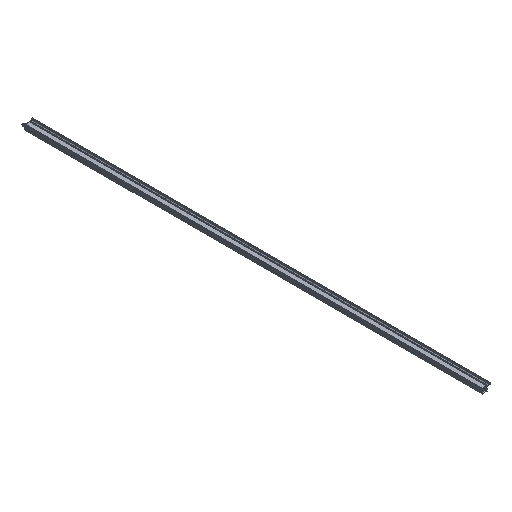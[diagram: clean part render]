
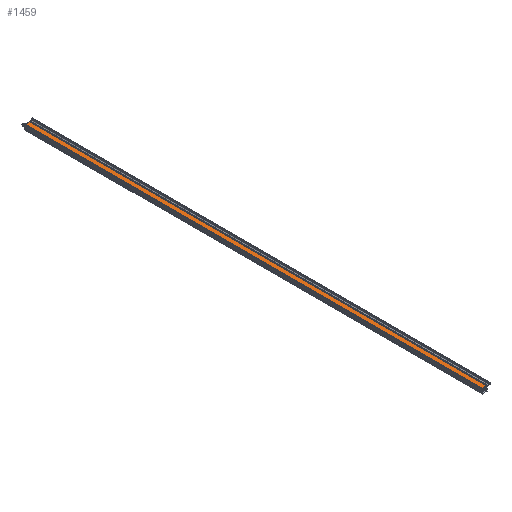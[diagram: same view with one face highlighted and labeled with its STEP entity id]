
A CAD part, isometric view. The second image highlights one B-rep face of the part: STEP entity #1459.
In plain terms, the highlighted planar face has unit normal (0, 0, 1).
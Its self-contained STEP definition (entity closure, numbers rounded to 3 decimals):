
#26 = DIRECTION ( 'NONE',  ( 0., 0., -1. ) ) ;
#129 = EDGE_LOOP ( 'NONE', ( #173, #1010, #1438, #1188 ) ) ;
#140 = EDGE_CURVE ( 'NONE', #338, #1399, #889, .T. ) ;
#146 = DIRECTION ( 'NONE',  ( 1., 0., 0. ) ) ;
#173 = ORIENTED_EDGE ( 'NONE', *, *, #317, .T. ) ;
#249 = CARTESIAN_POINT ( 'NONE',  ( -19.45, 2900., 31.8 ) ) ;
#266 = VECTOR ( 'NONE', #146, 1000. ) ;
#300 = VECTOR ( 'NONE', #1403, 1000. ) ;
#317 = EDGE_CURVE ( 'NONE', #1399, #1493, #742, .T. ) ;
#338 = VERTEX_POINT ( 'NONE', #249 ) ;
#351 = FACE_OUTER_BOUND ( 'NONE', #129, .T. ) ;
#429 = CARTESIAN_POINT ( 'NONE',  ( 0., 0., 31.8 ) ) ;
#450 = CARTESIAN_POINT ( 'NONE',  ( 19.6, 0., 31.8 ) ) ;
#464 = CARTESIAN_POINT ( 'NONE',  ( 19.6, 2900., 31.8 ) ) ;
#574 = LINE ( 'NONE', #2064, #1114 ) ;
#680 = DIRECTION ( 'NONE',  ( -1., 0., 0. ) ) ;
#742 = LINE ( 'NONE', #429, #300 ) ;
#789 = CARTESIAN_POINT ( 'NONE',  ( 0., 2900., 31.8 ) ) ;
#791 = VERTEX_POINT ( 'NONE', #464 ) ;
#807 = EDGE_CURVE ( 'NONE', #338, #791, #2135, .T. ) ;
#811 = CARTESIAN_POINT ( 'NONE',  ( -19.45, 2900., 31.8 ) ) ;
#844 = CARTESIAN_POINT ( 'NONE',  ( -19.45, 2900., 31.8 ) ) ;
#889 = LINE ( 'NONE', #844, #1386 ) ;
#990 = CARTESIAN_POINT ( 'NONE',  ( -19.45, 0., 31.8 ) ) ;
#1010 = ORIENTED_EDGE ( 'NONE', *, *, #2083, .F. ) ;
#1114 = VECTOR ( 'NONE', #1888, 1000. ) ;
#1188 = ORIENTED_EDGE ( 'NONE', *, *, #140, .T. ) ;
#1332 = DIRECTION ( 'NONE',  ( 0., -1., 0. ) ) ;
#1386 = VECTOR ( 'NONE', #1332, 1000. ) ;
#1399 = VERTEX_POINT ( 'NONE', #990 ) ;
#1403 = DIRECTION ( 'NONE',  ( 1., 0., 0. ) ) ;
#1438 = ORIENTED_EDGE ( 'NONE', *, *, #807, .F. ) ;
#1459 = ADVANCED_FACE ( 'NONE', ( #351 ), #1488, .F. ) ;
#1488 = PLANE ( 'NONE',  #1737 ) ;
#1493 = VERTEX_POINT ( 'NONE', #450 ) ;
#1737 = AXIS2_PLACEMENT_3D ( 'NONE', #789, #26, #680 ) ;
#1888 = DIRECTION ( 'NONE',  ( 0., -1., 0. ) ) ;
#2064 = CARTESIAN_POINT ( 'NONE',  ( 19.6, 2900., 31.8 ) ) ;
#2083 = EDGE_CURVE ( 'NONE', #791, #1493, #574, .T. ) ;
#2135 = LINE ( 'NONE', #811, #266 ) ;
